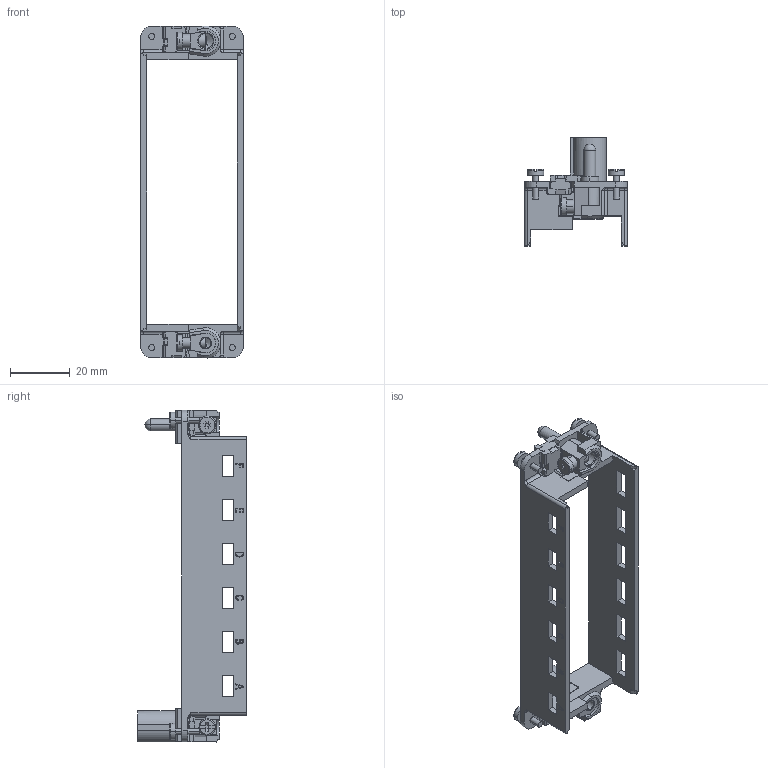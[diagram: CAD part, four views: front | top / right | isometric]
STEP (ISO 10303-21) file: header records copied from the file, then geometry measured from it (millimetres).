
FILE_DESCRIPTION((''),'2;1');
FILE_NAME('3D_1290240001002_HF24B-NUA2_V1_','2019-01-12T',('zl.chen'),(''),'PRO/ENGINEER BY PARAMETRIC TECHNOLOGY CORPORATION, 2013430','PRO/ENGINEER BY PARAMETRIC TECHNOLOGY CORPORATION, 2013430','');
FILE_SCHEMA(('CONFIG_CONTROL_DESIGN','SHAPE_APPEARANCE_LAYERS_GROUPS'));
Length unit declared in the file: millimetre
Products named in the file (1): 3D_1290240001002_HF24B-NUA2_V1_
Bounding box: 34.4 x 36.3 x 111 mm (x, y, z)
Volume: 13881.5 mm3; surface area: 16469.7 mm2
Topology: 1 solids, 2 shells, 1093 faces, 3221 edges, 2083 vertices
Faces by surface type: plane 563, cylinder 296, torus 72, extrusion 67, sphere 40, cone 38, bspline 17
Entity records: 38729 total; most frequent: CARTESIAN_POINT 10143, ORIENTED_EDGE 6350, DIRECTION 5453, EDGE_CURVE 3175, VERTEX_POINT 2083, VECTOR 1945, LINE 1878, AXIS2_PLACEMENT_3D 1754
